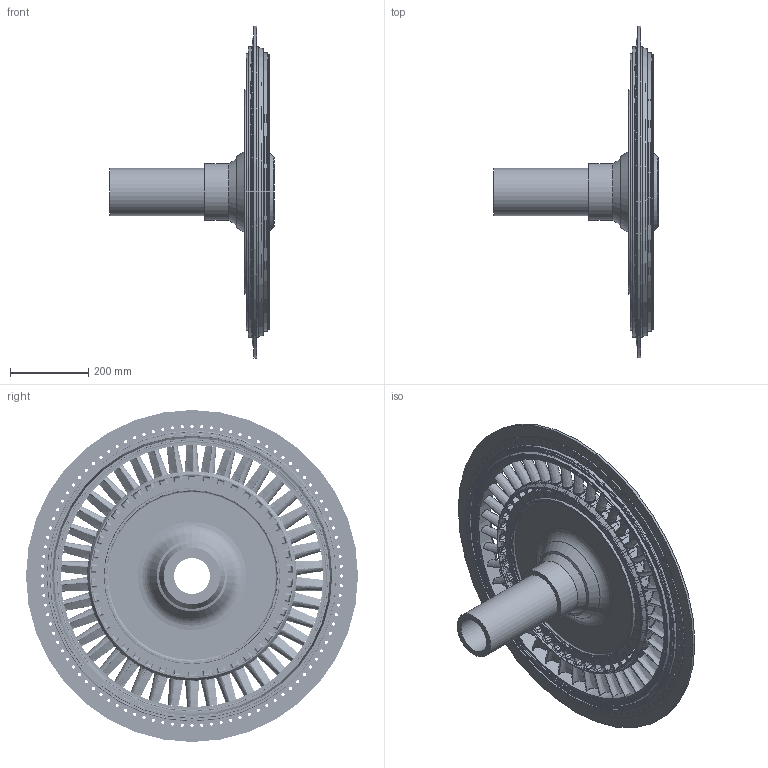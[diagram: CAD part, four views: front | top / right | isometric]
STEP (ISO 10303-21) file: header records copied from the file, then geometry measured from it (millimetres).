
FILE_DESCRIPTION(/* description */ (''),/* implementation_level */ '2;1');
FILE_NAME(/* name */ 'HP-Stufe2_46mm.stp',/* time_stamp */ '2013-11-18T08:07:54+01:00',/* author */ ('Nicolas Neuburger'),/* organization */ ('Institut fÃ¼r Luftfahrtantriebe'),/* preprocessor_version */ 'ST-DEVELOPER v11',/* originating_system */ 'SIEMENS UGS NX 6.0',/* authorisation */ '');
FILE_SCHEMA (('AUTOMOTIVE_DESIGN { 1 0 10303 214 1 1 1 1 }'));
Products named in the file (2): HP_2_Blade; HP-Stufe2
Assembly tree (42 placements, depth 2):
  HP-Stufe2
    HP_2_Blade  x42
Bounding box: 420.56 x 848.31 x 848.31 mm (x, y, z)
Volume: 12727543.6 mm3; surface area: 3647783.3 mm2
Topology: 51 solids, 51 shells, 6015 faces, 17350 edges, 11310 vertices
Faces by surface type: cylinder 2385, plane 2033, bspline 672, torus 466, cone 333, sphere 84, extrusion 42
Full cylindrical faces by diameter (mm): 8 x192, 92 x1, 111.385 x1, 121 x2, 132.968 x1, 144.814 x1, 394.073 x1, 403.594 x1, 412.507 x1, 415.555 x1, 430.861 x1, 435.978 x1, 438.429 x2, 438.534 x1, 492.254 x1, 497.607 x1, 505.627 x1, 521.4 x1, 671 x1, 685 x2, 689.741 x2, 689.851 x2, 697.295 x2, 697.664 x2, 700.517 x1, 701.495 x1, 701.686 x1, 702.517 x1, 705.295 x2, 711.446 x1
Entity records: 70472 total; most frequent: CARTESIAN_POINT 14025, DIRECTION 12147, ORIENTED_EDGE 11266, EDGE_CURVE 5633, AXIS2_PLACEMENT_3D 4460, VERTEX_POINT 3943, VECTOR 3227, LINE 3226
